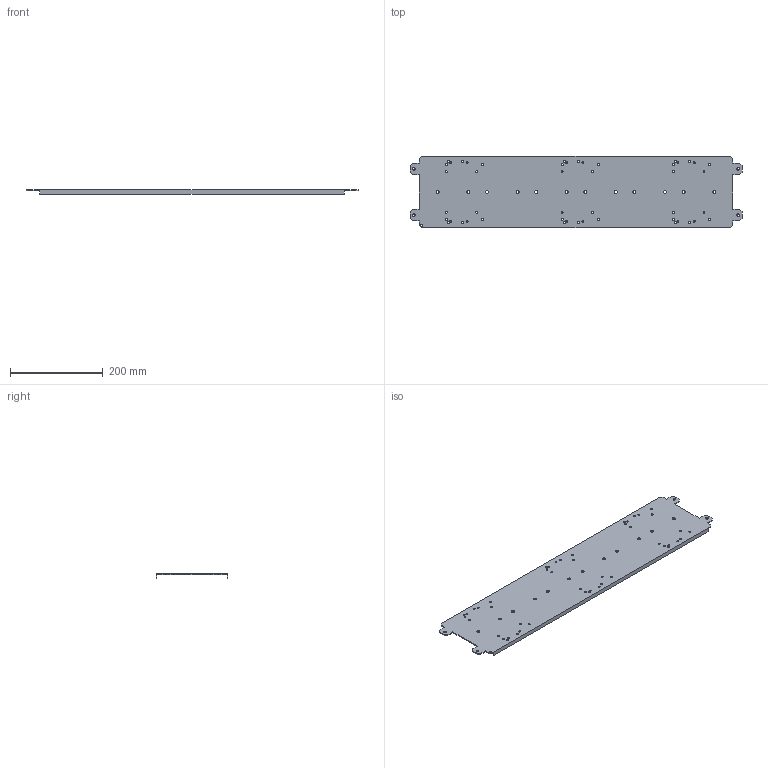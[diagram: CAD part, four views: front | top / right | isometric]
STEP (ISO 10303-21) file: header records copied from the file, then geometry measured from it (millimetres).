
FILE_DESCRIPTION((''),'2;1');
FILE_NAME('ASM0001_ASM','2023-01-26T08:17:27',('klemen.sitar'),('Audax d.o.o.'),'CREO PARAMETRIC BY PTC INC, 2021304','CREO PARAMETRIC BY PTC INC, 2021304','');
FILE_SCHEMA(('AP242_MANAGED_MODEL_BASED_3D_ENGINEERING_MIM_LF { 1 0 10303 442 1 1 4 }'));
Length unit declared in the file: millimetre
Products named in the file (2): OPEN_CASCADE_STEP_TRANSLA-22183; ASM0001_ASM
Assembly tree (1 placements, depth 2):
  ASM0001_ASM
    OPEN_CASCADE_STEP_TRANSLA-22183
Bounding box: 716 x 155 x 10 mm (x, y, z)
Volume: 231891.4 mm3; surface area: 237458.1 mm2
Topology: 1 solids, 1 shells, 172 faces, 510 edges, 340 vertices
Faces by surface type: cylinder 130, plane 42
Entity records: 9230 total; most frequent: DIRECTION 1122, CARTESIAN_POINT 1030, ORIENTED_EDGE 1020, PRESENTATION_STYLE_ASSIGNMENT 684, STYLED_ITEM 684, CURVE_STYLE 511, EDGE_CURVE 510, AXIS2_PLACEMENT_3D 436
